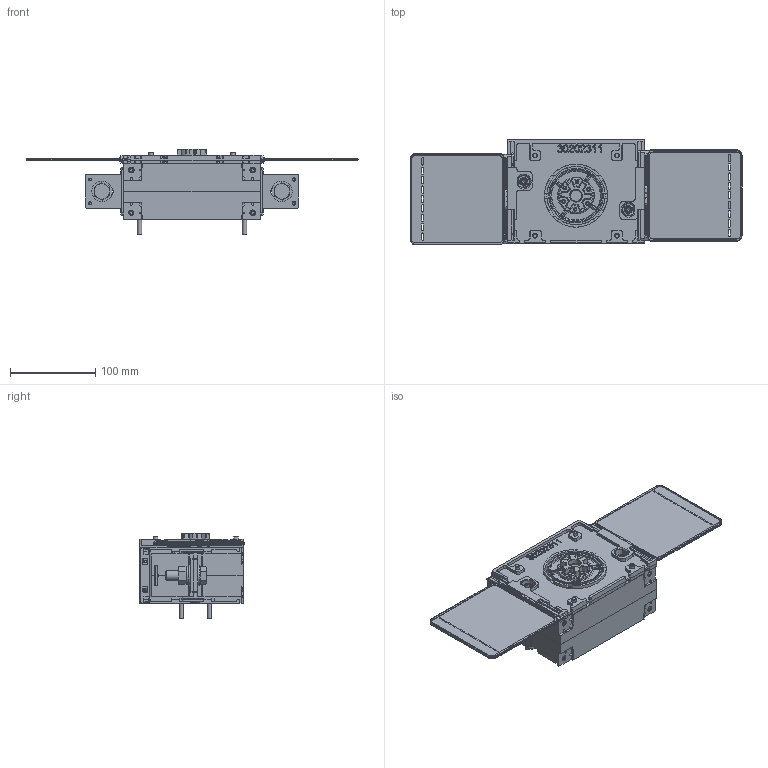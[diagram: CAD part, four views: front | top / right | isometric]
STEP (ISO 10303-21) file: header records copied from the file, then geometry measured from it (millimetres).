
FILE_DESCRIPTION(/* description */ (''),/* implementation_level */ '2;1');
FILE_NAME(/* name */ 'FILE_STP_CAD_DRAWING_3d_GLX421000____prt.stp',/* time_stamp */ '2023-04-21T16:12:24+02:00',/* author */ (''),/* organization */ (''),/* preprocessor_version */ 'ST-DEVELOPER v16.7',/* originating_system */ 'SIEMENS PLM Software NX 12.0',/* authorisation */ '');
FILE_SCHEMA (('AUTOMOTIVE_DESIGN { 1 0 10303 214 3 1 1 1 }'));
Products named in the file (1): 3d_GLX421000___
Bounding box: 388.92 x 123.98 x 100.55 mm (x, y, z)
Surface area: 231354.6 mm2 (no closed solid volume)
Topology: 0 solids, 61 shells, 1844 faces, 6473 edges, 4520 vertices
Faces by surface type: plane 857, cylinder 409, cone 194, torus 171, bspline 153, sphere 47, extrusion 13
Full cylindrical faces by diameter (mm): 4.2 x6, 4.3 x1, 5 x2, 9 x1, 11.732 x2, 16.63 x2, 23 x1, 24 x4, 64 x1
Entity records: 74531 total; most frequent: CARTESIAN_POINT 20079, DIRECTION 11366, ORIENTED_EDGE 10175, EDGE_CURVE 6327, VERTEX_POINT 4497, AXIS2_PLACEMENT_3D 3954, VECTOR 3458, LINE 3445
